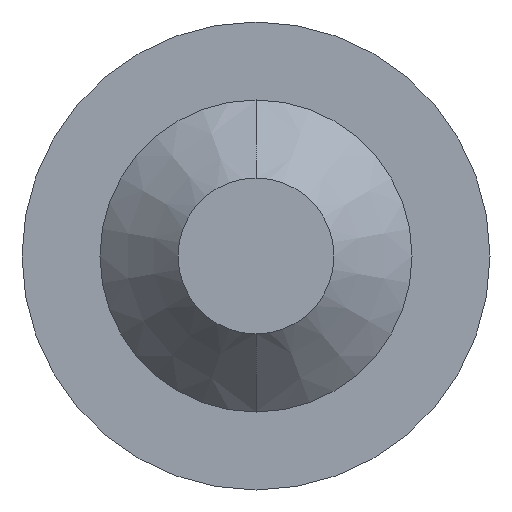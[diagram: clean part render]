
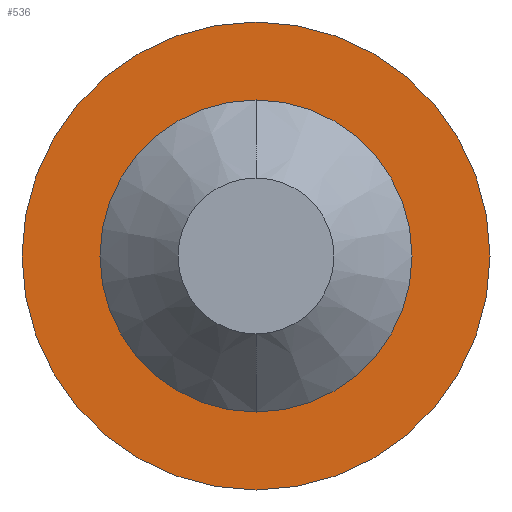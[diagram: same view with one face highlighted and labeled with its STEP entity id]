
A CAD part, front view. The second image highlights one B-rep face of the part: STEP entity #536.
In plain terms, the highlighted planar face has unit normal (0, -1, 0).
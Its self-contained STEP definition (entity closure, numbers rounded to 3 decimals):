
#3 = CARTESIAN_POINT ( 'NONE',  ( 0., 0., 0. ) ) ;
#8 = ORIENTED_EDGE ( 'NONE', *, *, #627, .T. ) ;
#28 = EDGE_LOOP ( 'NONE', ( #8, #597 ) ) ;
#36 = FACE_OUTER_BOUND ( 'NONE', #327, .T. ) ;
#81 = VERTEX_POINT ( 'NONE', #341 ) ;
#100 = DIRECTION ( 'NONE',  ( 0., -1., 0. ) ) ;
#132 = VERTEX_POINT ( 'NONE', #336 ) ;
#161 = DIRECTION ( 'NONE',  ( 0., -1., 0. ) ) ;
#210 = VERTEX_POINT ( 'NONE', #407 ) ;
#218 = DIRECTION ( 'NONE',  ( 0., 0., -1. ) ) ;
#224 = CIRCLE ( 'NONE', #686, 1.5 ) ;
#241 = CARTESIAN_POINT ( 'NONE',  ( 0., 0., 1. ) ) ;
#283 = CIRCLE ( 'NONE', #488, 1. ) ;
#327 = EDGE_LOOP ( 'NONE', ( #436, #496 ) ) ;
#336 = CARTESIAN_POINT ( 'NONE',  ( 0., 0., -1.5 ) ) ;
#341 = CARTESIAN_POINT ( 'NONE',  ( 0., 0., 1.5 ) ) ;
#398 = DIRECTION ( 'NONE',  ( 0., -1., 0. ) ) ;
#402 = EDGE_CURVE ( 'NONE', #210, #626, #432, .T. ) ;
#407 = CARTESIAN_POINT ( 'NONE',  ( 0., 0., -1. ) ) ;
#422 = AXIS2_PLACEMENT_3D ( 'NONE', #628, #161, #218 ) ;
#432 = CIRCLE ( 'NONE', #747, 1. ) ;
#436 = ORIENTED_EDGE ( 'NONE', *, *, #640, .T. ) ;
#450 = CARTESIAN_POINT ( 'NONE',  ( 0., 0., 0. ) ) ;
#488 = AXIS2_PLACEMENT_3D ( 'NONE', #761, #713, #707 ) ;
#496 = ORIENTED_EDGE ( 'NONE', *, *, #723, .T. ) ;
#524 = DIRECTION ( 'NONE',  ( 0., 0., 1. ) ) ;
#536 = ADVANCED_FACE ( 'NONE', ( #542, #36 ), #561, .T. ) ;
#542 = FACE_BOUND ( 'NONE', #28, .T. ) ;
#561 = PLANE ( 'NONE',  #422 ) ;
#571 = DIRECTION ( 'NONE',  ( 0., 0., -1. ) ) ;
#573 = CIRCLE ( 'NONE', #670, 1.5 ) ;
#580 = CARTESIAN_POINT ( 'NONE',  ( 0., 0., 0. ) ) ;
#592 = DIRECTION ( 'NONE',  ( 0., 0., -1. ) ) ;
#597 = ORIENTED_EDGE ( 'NONE', *, *, #402, .T. ) ;
#600 = DIRECTION ( 'NONE',  ( 0., 1., 0. ) ) ;
#626 = VERTEX_POINT ( 'NONE', #241 ) ;
#627 = EDGE_CURVE ( 'NONE', #626, #210, #283, .T. ) ;
#628 = CARTESIAN_POINT ( 'NONE',  ( 0., 0., 0. ) ) ;
#640 = EDGE_CURVE ( 'NONE', #132, #81, #573, .T. ) ;
#670 = AXIS2_PLACEMENT_3D ( 'NONE', #580, #398, #571 ) ;
#686 = AXIS2_PLACEMENT_3D ( 'NONE', #450, #100, #592 ) ;
#707 = DIRECTION ( 'NONE',  ( 0., 0., 1. ) ) ;
#713 = DIRECTION ( 'NONE',  ( 0., 1., 0. ) ) ;
#723 = EDGE_CURVE ( 'NONE', #81, #132, #224, .T. ) ;
#747 = AXIS2_PLACEMENT_3D ( 'NONE', #3, #600, #524 ) ;
#761 = CARTESIAN_POINT ( 'NONE',  ( 0., 0., 0. ) ) ;
